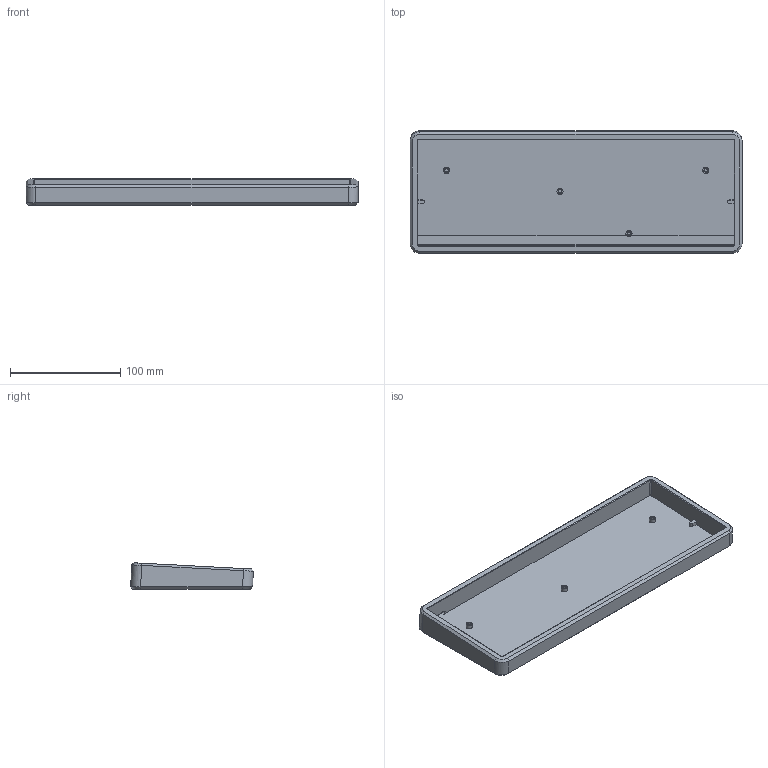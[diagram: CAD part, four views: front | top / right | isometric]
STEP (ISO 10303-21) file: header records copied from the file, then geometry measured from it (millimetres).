
FILE_DESCRIPTION(/* description */ (''),/* implementation_level */ '2;1');
FILE_NAME(/* name */ 'MFR60.step',/* time_stamp */ '2023-07-20T15:21:06-07:00',/* author */ (''),/* organization */ (''),/* preprocessor_version */ 'ST-DEVELOPER v19.2',/* originating_system */ 'Autodesk Translation Framework v12.6.0.85',/* authorisation */ '');
FILE_SCHEMA (('AUTOMOTIVE_DESIGN { 1 0 10303 214 3 1 1 }'));
Length unit declared in the file: millimetre
Products named in the file (1): MFR60
Bounding box: 300.75 x 111.15 x 23.92 mm (x, y, z)
Volume: 198829.4 mm3; surface area: 95482.1 mm2
Topology: 1 solids, 1 shells, 96 faces, 226 edges, 140 vertices
Faces by surface type: plane 50, cylinder 26, cone 12, bspline 8
Full cylindrical faces by diameter (mm): 3.2 x4, 5.5 x4
Entity records: 2913 total; most frequent: CARTESIAN_POINT 679, ORIENTED_EDGE 452, DIRECTION 450, EDGE_CURVE 226, AXIS2_PLACEMENT_3D 151, LINE 148, VECTOR 148, VERTEX_POINT 140
